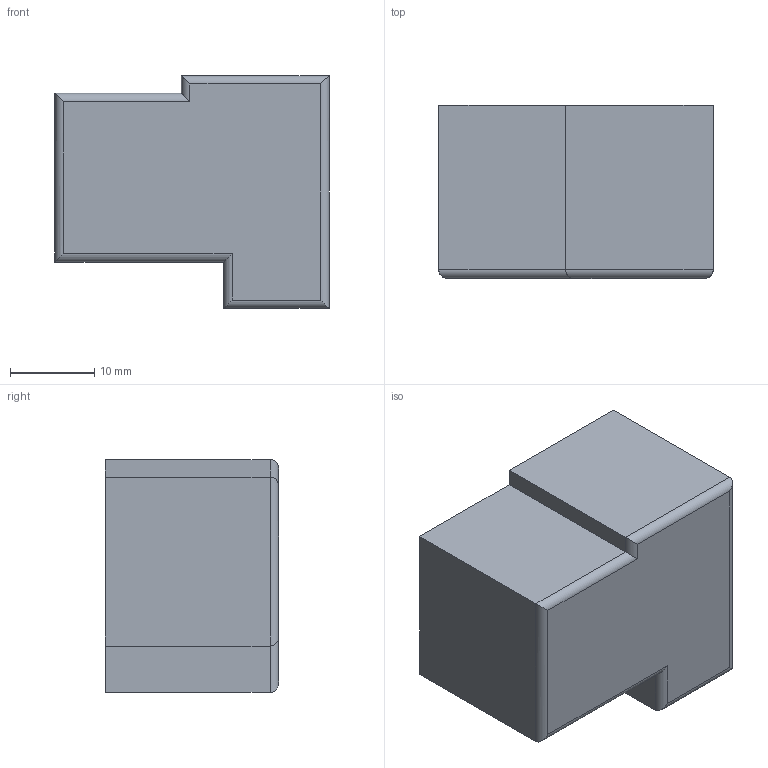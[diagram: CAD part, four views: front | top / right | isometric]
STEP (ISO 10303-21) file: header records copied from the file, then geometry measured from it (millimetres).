
FILE_DESCRIPTION (( 'STEP AP214' ), '1' );
FILE_NAME ('e_R40N-2.STEP', '2024-07-26T15:00:34', ( '' ), ( '' ), 'SwSTEP 2.0', 'SolidWorks 2024', '' );
FILE_SCHEMA (( 'AUTOMOTIVE_DESIGN' ));
Length unit declared in the file: millimetre
Products named in the file (1): e_R40N-2
Bounding box: 32.5 x 20.5 x 27.6 mm (x, y, z)
Volume: 15462.3 mm3; surface area: 3922.9 mm2
Topology: 1 solids, 1 shells, 18 faces, 40 edges, 24 vertices
Faces by surface type: plane 10, cylinder 8
Entity records: 503 total; most frequent: CARTESIAN_POINT 107, ORIENTED_EDGE 80, DIRECTION 70, EDGE_CURVE 40, LINE 32, VECTOR 32, VERTEX_POINT 24, AXIS2_PLACEMENT_3D 19
